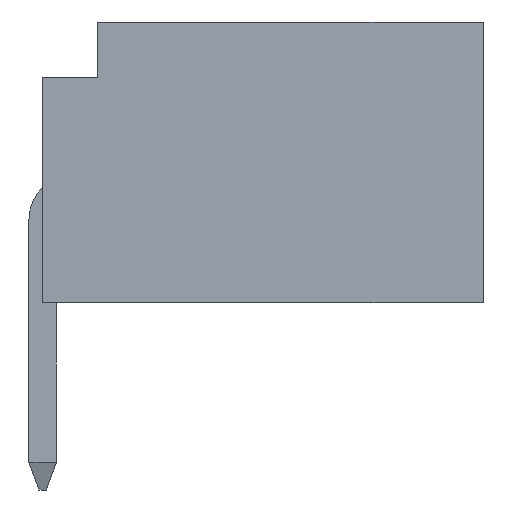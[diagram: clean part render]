
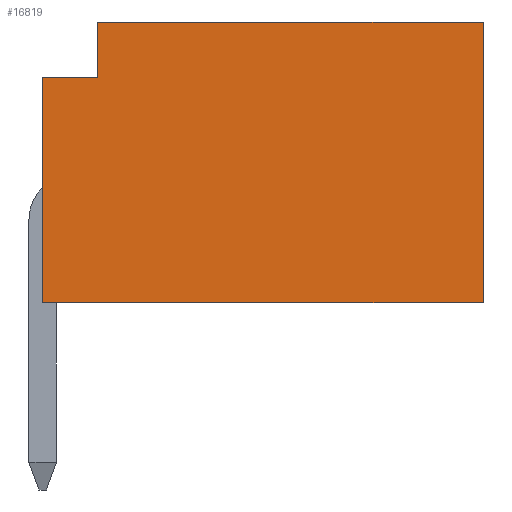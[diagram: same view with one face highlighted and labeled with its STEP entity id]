
A CAD part, left-side view. The second image highlights one B-rep face of the part: STEP entity #16819.
In plain terms, the highlighted planar face has unit normal (-1, 0, 0).
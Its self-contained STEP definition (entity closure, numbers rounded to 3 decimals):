
#572 = CARTESIAN_POINT ( 'NONE',  ( -5., 3.635, 7.175 ) ) ;
#703 = EDGE_CURVE ( 'NONE', #9596, #6533, #2016, .T. ) ;
#1196 = VECTOR ( 'NONE', #9499, 1000. ) ;
#2000 = EDGE_CURVE ( 'NONE', #11204, #7219, #10146, .T. ) ;
#2016 = LINE ( 'NONE', #572, #1196 ) ;
#2928 = CARTESIAN_POINT ( 'NONE',  ( -5., -4.365, 7.175 ) ) ;
#2930 = VECTOR ( 'NONE', #16845, 1000. ) ;
#4105 = ORIENTED_EDGE ( 'NONE', *, *, #12102, .F. ) ;
#4905 = EDGE_CURVE ( 'NONE', #9596, #8607, #6171, .T. ) ;
#5095 = DIRECTION ( 'NONE',  ( 0., 0., 1. ) ) ;
#5097 = ORIENTED_EDGE ( 'NONE', *, *, #4905, .F. ) ;
#5183 = LINE ( 'NONE', #16855, #7435 ) ;
#5705 = ORIENTED_EDGE ( 'NONE', *, *, #703, .T. ) ;
#6171 = LINE ( 'NONE', #8084, #18857 ) ;
#6498 = EDGE_CURVE ( 'NONE', #10656, #6533, #6600, .T. ) ;
#6533 = VERTEX_POINT ( 'NONE', #11128 ) ;
#6539 = VECTOR ( 'NONE', #15947, 1000. ) ;
#6600 = LINE ( 'NONE', #11035, #2930 ) ;
#6623 = CARTESIAN_POINT ( 'NONE',  ( -5., 3.635, 6.175 ) ) ;
#7135 = LINE ( 'NONE', #10137, #6539 ) ;
#7219 = VERTEX_POINT ( 'NONE', #14582 ) ;
#7427 = CARTESIAN_POINT ( 'NONE',  ( -5., 2.635, 6.175 ) ) ;
#7435 = VECTOR ( 'NONE', #5095, 1000. ) ;
#7778 = PLANE ( 'NONE',  #9344 ) ;
#8084 = CARTESIAN_POINT ( 'NONE',  ( -5., 3.635, 6.175 ) ) ;
#8449 = EDGE_LOOP ( 'NONE', ( #5705, #15317, #4105, #13692, #16078, #5097 ) ) ;
#8539 = VECTOR ( 'NONE', #8669, 1000. ) ;
#8607 = VERTEX_POINT ( 'NONE', #7427 ) ;
#8669 = DIRECTION ( 'NONE',  ( 0., 1., 0. ) ) ;
#8952 = CARTESIAN_POINT ( 'NONE',  ( -5., -4.365, 7.175 ) ) ;
#9344 = AXIS2_PLACEMENT_3D ( 'NONE', #12489, #11041, #12764 ) ;
#9499 = DIRECTION ( 'NONE',  ( 0., 0., -1. ) ) ;
#9596 = VERTEX_POINT ( 'NONE', #6623 ) ;
#10137 = CARTESIAN_POINT ( 'NONE',  ( -5., -4.365, 7.175 ) ) ;
#10146 = LINE ( 'NONE', #2928, #8539 ) ;
#10656 = VERTEX_POINT ( 'NONE', #17832 ) ;
#10666 = FACE_OUTER_BOUND ( 'NONE', #8449, .T. ) ;
#11035 = CARTESIAN_POINT ( 'NONE',  ( -5., -4.365, 2.075 ) ) ;
#11041 = DIRECTION ( 'NONE',  ( 1., 0., 0. ) ) ;
#11128 = CARTESIAN_POINT ( 'NONE',  ( -5., 3.635, 2.075 ) ) ;
#11204 = VERTEX_POINT ( 'NONE', #8952 ) ;
#12102 = EDGE_CURVE ( 'NONE', #11204, #10656, #7135, .T. ) ;
#12489 = CARTESIAN_POINT ( 'NONE',  ( -5., -4.365, 7.175 ) ) ;
#12764 = DIRECTION ( 'NONE',  ( 0., 1., 0. ) ) ;
#13692 = ORIENTED_EDGE ( 'NONE', *, *, #2000, .T. ) ;
#14582 = CARTESIAN_POINT ( 'NONE',  ( -5., 2.635, 7.175 ) ) ;
#15317 = ORIENTED_EDGE ( 'NONE', *, *, #6498, .F. ) ;
#15947 = DIRECTION ( 'NONE',  ( 0., 0., -1. ) ) ;
#16078 = ORIENTED_EDGE ( 'NONE', *, *, #17434, .F. ) ;
#16819 = ADVANCED_FACE ( 'NONE', ( #10666 ), #7778, .F. ) ;
#16845 = DIRECTION ( 'NONE',  ( 0., 1., 0. ) ) ;
#16855 = CARTESIAN_POINT ( 'NONE',  ( -5., 2.635, 6.175 ) ) ;
#17434 = EDGE_CURVE ( 'NONE', #8607, #7219, #5183, .T. ) ;
#17832 = CARTESIAN_POINT ( 'NONE',  ( -5., -4.365, 2.075 ) ) ;
#18155 = DIRECTION ( 'NONE',  ( 0., -1., 0. ) ) ;
#18857 = VECTOR ( 'NONE', #18155, 1000. ) ;
